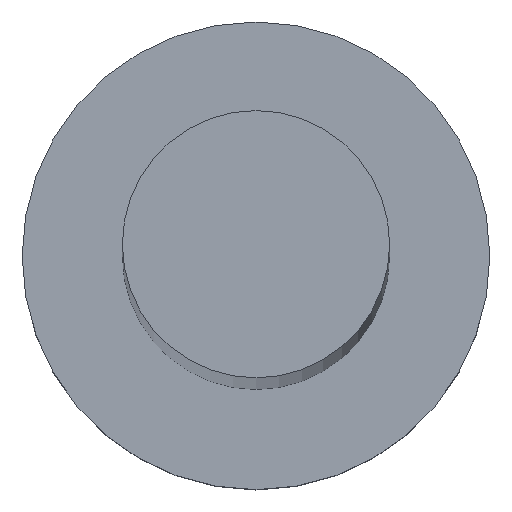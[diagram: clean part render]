
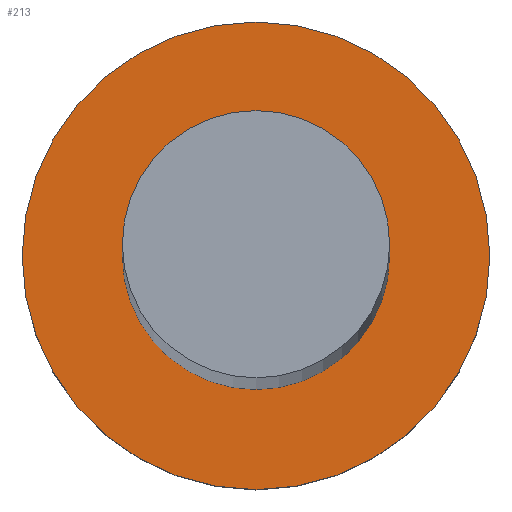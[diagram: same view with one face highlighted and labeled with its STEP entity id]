
A CAD part, top view. The second image highlights one B-rep face of the part: STEP entity #213.
In plain terms, the highlighted planar face has unit normal (0, 0, 1).
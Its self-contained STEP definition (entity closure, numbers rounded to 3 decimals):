
#2 = AXIS2_PLACEMENT_3D ( 'NONE', #164, #245, #247 ) ;
#10 = DIRECTION ( 'NONE',  ( 0., 0., 1. ) ) ;
#11 = PLANE ( 'NONE',  #217 ) ;
#12 = VERTEX_POINT ( 'NONE', #243 ) ;
#22 = EDGE_CURVE ( 'NONE', #12, #252, #47, .T. ) ;
#30 = DIRECTION ( 'NONE',  ( 0., 0., 1. ) ) ;
#32 = CARTESIAN_POINT ( 'NONE',  ( 0., 0., 5. ) ) ;
#33 = DIRECTION ( 'NONE',  ( 1., 0., 0. ) ) ;
#35 = VERTEX_POINT ( 'NONE', #173 ) ;
#36 = ORIENTED_EDGE ( 'NONE', *, *, #178, .T. ) ;
#43 = CARTESIAN_POINT ( 'NONE',  ( 0., 0., 5. ) ) ;
#47 = CIRCLE ( 'NONE', #2, 4. ) ;
#72 = VERTEX_POINT ( 'NONE', #241 ) ;
#89 = CARTESIAN_POINT ( 'NONE',  ( 0., 0., 5. ) ) ;
#95 = ORIENTED_EDGE ( 'NONE', *, *, #215, .F. ) ;
#123 = AXIS2_PLACEMENT_3D ( 'NONE', #182, #30, #170 ) ;
#132 = DIRECTION ( 'NONE',  ( 0., 0., 1. ) ) ;
#154 = EDGE_CURVE ( 'NONE', #72, #35, #225, .T. ) ;
#161 = CIRCLE ( 'NONE', #180, 7. ) ;
#164 = CARTESIAN_POINT ( 'NONE',  ( 0., 0., 5. ) ) ;
#167 = CARTESIAN_POINT ( 'NONE',  ( -4., 0., 5. ) ) ;
#170 = DIRECTION ( 'NONE',  ( 1., 0., 0. ) ) ;
#173 = CARTESIAN_POINT ( 'NONE',  ( 7., 0., 5. ) ) ;
#177 = CIRCLE ( 'NONE', #254, 4. ) ;
#178 = EDGE_CURVE ( 'NONE', #35, #72, #161, .T. ) ;
#180 = AXIS2_PLACEMENT_3D ( 'NONE', #43, #221, #33 ) ;
#182 = CARTESIAN_POINT ( 'NONE',  ( 0., 0., 5. ) ) ;
#188 = FACE_OUTER_BOUND ( 'NONE', #194, .T. ) ;
#194 = EDGE_LOOP ( 'NONE', ( #226, #36 ) ) ;
#205 = FACE_BOUND ( 'NONE', #212, .T. ) ;
#208 = ORIENTED_EDGE ( 'NONE', *, *, #22, .F. ) ;
#209 = DIRECTION ( 'NONE',  ( 1., 0., 0. ) ) ;
#212 = EDGE_LOOP ( 'NONE', ( #95, #208 ) ) ;
#213 = ADVANCED_FACE ( 'NONE', ( #205, #188 ), #11, .T. ) ;
#215 = EDGE_CURVE ( 'NONE', #252, #12, #177, .T. ) ;
#217 = AXIS2_PLACEMENT_3D ( 'NONE', #89, #10, #209 ) ;
#221 = DIRECTION ( 'NONE',  ( 0., 0., 1. ) ) ;
#225 = CIRCLE ( 'NONE', #123, 7. ) ;
#226 = ORIENTED_EDGE ( 'NONE', *, *, #154, .T. ) ;
#227 = DIRECTION ( 'NONE',  ( 1., 0., 0. ) ) ;
#241 = CARTESIAN_POINT ( 'NONE',  ( -7., 0., 5. ) ) ;
#243 = CARTESIAN_POINT ( 'NONE',  ( 4., 0., 5. ) ) ;
#245 = DIRECTION ( 'NONE',  ( 0., 0., 1. ) ) ;
#247 = DIRECTION ( 'NONE',  ( 1., 0., 0. ) ) ;
#252 = VERTEX_POINT ( 'NONE', #167 ) ;
#254 = AXIS2_PLACEMENT_3D ( 'NONE', #32, #132, #227 ) ;
